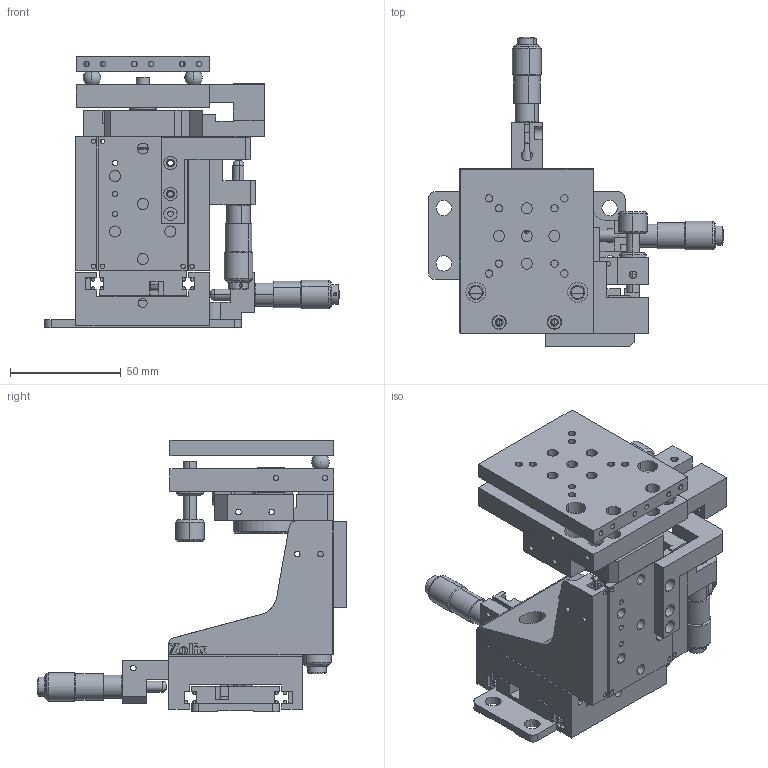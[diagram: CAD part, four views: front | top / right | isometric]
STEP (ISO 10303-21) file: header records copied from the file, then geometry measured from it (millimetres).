
FILE_DESCRIPTION (( 'STEP AP214' ), '1' );
FILE_NAME ('TSMW-XYZT-1(AP203).STEP', '2021-05-06T06:50:48', ( '' ), ( '' ), 'SwSTEP 2.0', 'SolidWorks 2017', '' );
FILE_SCHEMA (( 'AUTOMOTIVE_DESIGN' ));
Length unit declared in the file: millimetre
Products named in the file (1): TSMW-XYZT-1(AP203)
Bounding box: 133.4 x 140.1 x 122.8 mm (x, y, z)
Surface area: 124339.7 mm2 (no closed solid volume)
Topology: 0 solids, 73 shells, 763 faces, 2408 edges, 1685 vertices
Faces by surface type: cylinder 370, plane 335, cone 42, sphere 10, torus 6
Entity records: 35880 total; most frequent: CARTESIAN_POINT 5139, DIRECTION 4913, ORIENTED_EDGE 4195, EDGE_CURVE 2398, AXIS2_PLACEMENT_3D 1781, VERTEX_POINT 1679, LINE 1351, VECTOR 1351
